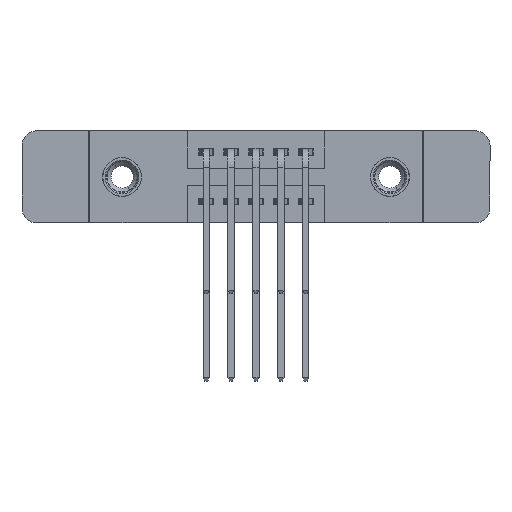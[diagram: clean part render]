
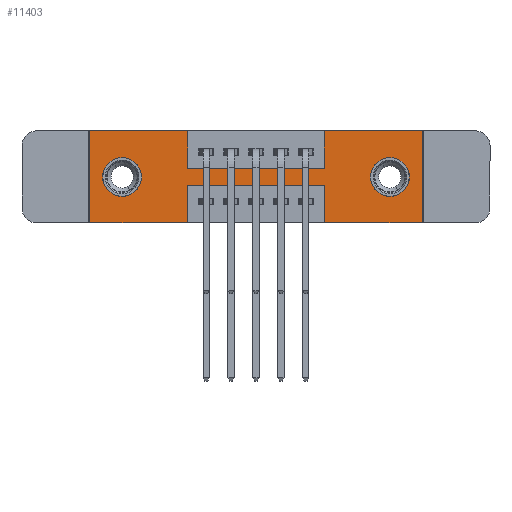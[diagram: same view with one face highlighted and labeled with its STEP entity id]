
A CAD part, front view. The second image highlights one B-rep face of the part: STEP entity #11403.
In plain terms, the highlighted planar face has unit normal (0, -1, 0).
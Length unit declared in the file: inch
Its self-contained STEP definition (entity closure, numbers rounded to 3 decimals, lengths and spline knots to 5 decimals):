
#50 = LINE ( 'NONE', #10470, #2336 ) ;
#87 = DIRECTION ( 'NONE',  ( 0., 0., 1. ) ) ;
#169 = CARTESIAN_POINT ( 'NONE',  ( 1.335, 0., 0. ) ) ;
#253 = VECTOR ( 'NONE', #5129, 39.37008 ) ;
#634 = AXIS2_PLACEMENT_3D ( 'NONE', #5752, #3292, #8312 ) ;
#668 = CARTESIAN_POINT ( 'NONE',  ( 0.9425, 0., -0.37 ) ) ;
#809 = LINE ( 'NONE', #4841, #3697 ) ;
#950 = EDGE_CURVE ( 'NONE', #10863, #952, #13891, .T. ) ;
#952 = VERTEX_POINT ( 'NONE', #6004 ) ;
#1016 = EDGE_CURVE ( 'NONE', #14998, #11851, #9536, .T. ) ;
#1060 = EDGE_CURVE ( 'NONE', #952, #5074, #2291, .T. ) ;
#1167 = VERTEX_POINT ( 'NONE', #169 ) ;
#1252 = CARTESIAN_POINT ( 'NONE',  ( 0.9425, 0., -0.37 ) ) ;
#1427 = EDGE_CURVE ( 'NONE', #11222, #12900, #8594, .T. ) ;
#1930 = ORIENTED_EDGE ( 'NONE', *, *, #4494, .F. ) ;
#2238 = CARTESIAN_POINT ( 'NONE',  ( 0., 0., -0.37 ) ) ;
#2291 = LINE ( 'NONE', #14674, #8047 ) ;
#2336 = VECTOR ( 'NONE', #4435, 39.37008 ) ;
#2466 = DIRECTION ( 'NONE',  ( -1., 0., 0. ) ) ;
#2578 = AXIS2_PLACEMENT_3D ( 'NONE', #2238, #15515, #3536 ) ;
#2704 = VECTOR ( 'NONE', #2466, 39.37008 ) ;
#2733 = CARTESIAN_POINT ( 'NONE',  ( 0., 0., -0.37 ) ) ;
#2968 = ORIENTED_EDGE ( 'NONE', *, *, #10234, .T. ) ;
#2984 = EDGE_LOOP ( 'NONE', ( #7104, #2968 ) ) ;
#3047 = CARTESIAN_POINT ( 'NONE',  ( 0.3925, 0., -0.22 ) ) ;
#3074 = LINE ( 'NONE', #15734, #2704 ) ;
#3292 = DIRECTION ( 'NONE',  ( 0., 1., 0. ) ) ;
#3536 = DIRECTION ( 'NONE',  ( 0., 0., -1. ) ) ;
#3618 = ORIENTED_EDGE ( 'NONE', *, *, #14258, .F. ) ;
#3697 = VECTOR ( 'NONE', #13287, 39.37008 ) ;
#3740 = DIRECTION ( 'NONE',  ( 0., 0., -1. ) ) ;
#4435 = DIRECTION ( 'NONE',  ( 0., 0., -1. ) ) ;
#4453 = ORIENTED_EDGE ( 'NONE', *, *, #1060, .F. ) ;
#4494 = EDGE_CURVE ( 'NONE', #15459, #7569, #11045, .T. ) ;
#4593 = CARTESIAN_POINT ( 'NONE',  ( 0.13, 0., -0.263 ) ) ;
#4677 = VERTEX_POINT ( 'NONE', #10427 ) ;
#4792 = EDGE_CURVE ( 'NONE', #4677, #9858, #3074, .T. ) ;
#4841 = CARTESIAN_POINT ( 'NONE',  ( 0.3925, 0., -0.15 ) ) ;
#4858 = CARTESIAN_POINT ( 'NONE',  ( 0.13, 0., -0.185 ) ) ;
#4879 = ORIENTED_EDGE ( 'NONE', *, *, #11141, .F. ) ;
#5074 = VERTEX_POINT ( 'NONE', #13879 ) ;
#5129 = DIRECTION ( 'NONE',  ( 1., 0., 0. ) ) ;
#5325 = LINE ( 'NONE', #12239, #8003 ) ;
#5736 = CARTESIAN_POINT ( 'NONE',  ( 0., 0., 0. ) ) ;
#5752 = CARTESIAN_POINT ( 'NONE',  ( 0.13, 0., -0.185 ) ) ;
#5802 = AXIS2_PLACEMENT_3D ( 'NONE', #8674, #12292, #7777 ) ;
#5899 = VERTEX_POINT ( 'NONE', #6413 ) ;
#6004 = CARTESIAN_POINT ( 'NONE',  ( 0.3925, 0., 0. ) ) ;
#6025 = EDGE_CURVE ( 'NONE', #9858, #10863, #5325, .T. ) ;
#6069 = CARTESIAN_POINT ( 'NONE',  ( 0.3925, 0., -0.37 ) ) ;
#6144 = VECTOR ( 'NONE', #10846, 39.37008 ) ;
#6149 = VERTEX_POINT ( 'NONE', #13838 ) ;
#6238 = ORIENTED_EDGE ( 'NONE', *, *, #4792, .F. ) ;
#6358 = VECTOR ( 'NONE', #9277, 39.37008 ) ;
#6413 = CARTESIAN_POINT ( 'NONE',  ( 0.9425, 0., -0.22 ) ) ;
#6577 = CIRCLE ( 'NONE', #10005, 0.078 ) ;
#6607 = EDGE_CURVE ( 'NONE', #11851, #14998, #14776, .T. ) ;
#6735 = ORIENTED_EDGE ( 'NONE', *, *, #6607, .T. ) ;
#7104 = ORIENTED_EDGE ( 'NONE', *, *, #1427, .T. ) ;
#7115 = FACE_BOUND ( 'NONE', #2984, .T. ) ;
#7126 = CARTESIAN_POINT ( 'NONE',  ( 0., 0., 0. ) ) ;
#7217 = CARTESIAN_POINT ( 'NONE',  ( 0.9425, 0., -0.15 ) ) ;
#7353 = DIRECTION ( 'NONE',  ( 0., 1., 0. ) ) ;
#7569 = VERTEX_POINT ( 'NONE', #1252 ) ;
#7777 = DIRECTION ( 'NONE',  ( 0., 0., -1. ) ) ;
#8003 = VECTOR ( 'NONE', #13413, 39.37008 ) ;
#8047 = VECTOR ( 'NONE', #8668, 39.37008 ) ;
#8142 = VERTEX_POINT ( 'NONE', #3047 ) ;
#8312 = DIRECTION ( 'NONE',  ( 0., 0., 1. ) ) ;
#8367 = ORIENTED_EDGE ( 'NONE', *, *, #11226, .F. ) ;
#8542 = CARTESIAN_POINT ( 'NONE',  ( 1.335, 0., -0.37 ) ) ;
#8571 = VECTOR ( 'NONE', #9128, 39.37008 ) ;
#8594 = CIRCLE ( 'NONE', #634, 0.078 ) ;
#8667 = CARTESIAN_POINT ( 'NONE',  ( 0., 0., -0.37 ) ) ;
#8668 = DIRECTION ( 'NONE',  ( 0., 0., -1. ) ) ;
#8674 = CARTESIAN_POINT ( 'NONE',  ( 1.205, 0., -0.185 ) ) ;
#8675 = ORIENTED_EDGE ( 'NONE', *, *, #6025, .F. ) ;
#9128 = DIRECTION ( 'NONE',  ( -1., 0., 0. ) ) ;
#9277 = DIRECTION ( 'NONE',  ( 0., 0., 1. ) ) ;
#9333 = VECTOR ( 'NONE', #15593, 39.37008 ) ;
#9370 = VECTOR ( 'NONE', #3740, 39.37008 ) ;
#9444 = EDGE_LOOP ( 'NONE', ( #10910, #3618, #4879, #1930, #11446, #8367, #10325, #14851, #4453, #15583, #8675, #6238 ) ) ;
#9536 = CIRCLE ( 'NONE', #14640, 0.078 ) ;
#9774 = LINE ( 'NONE', #12076, #253 ) ;
#9858 = VERTEX_POINT ( 'NONE', #2733 ) ;
#9927 = DIRECTION ( 'NONE',  ( 0., 1., 0. ) ) ;
#10005 = AXIS2_PLACEMENT_3D ( 'NONE', #4858, #7353, #87 ) ;
#10113 = LINE ( 'NONE', #12870, #6144 ) ;
#10234 = EDGE_CURVE ( 'NONE', #12900, #11222, #6577, .T. ) ;
#10325 = ORIENTED_EDGE ( 'NONE', *, *, #12840, .F. ) ;
#10427 = CARTESIAN_POINT ( 'NONE',  ( 0.3925, 0., -0.37 ) ) ;
#10470 = CARTESIAN_POINT ( 'NONE',  ( 1.335, 0., 0. ) ) ;
#10684 = LINE ( 'NONE', #668, #6358 ) ;
#10846 = DIRECTION ( 'NONE',  ( 0., 0., 1. ) ) ;
#10863 = VERTEX_POINT ( 'NONE', #5736 ) ;
#10910 = ORIENTED_EDGE ( 'NONE', *, *, #11768, .F. ) ;
#11022 = DIRECTION ( 'NONE',  ( 0., 0., -1. ) ) ;
#11045 = LINE ( 'NONE', #8667, #13315 ) ;
#11141 = EDGE_CURVE ( 'NONE', #7569, #5899, #10684, .T. ) ;
#11222 = VERTEX_POINT ( 'NONE', #12003 ) ;
#11226 = EDGE_CURVE ( 'NONE', #6149, #1167, #9774, .T. ) ;
#11327 = EDGE_CURVE ( 'NONE', #1167, #15459, #50, .T. ) ;
#11403 = ADVANCED_FACE ( 'NONE', ( #12777, #7115, #12206 ), #15568, .T. ) ;
#11446 = ORIENTED_EDGE ( 'NONE', *, *, #11327, .F. ) ;
#11643 = LINE ( 'NONE', #6069, #9370 ) ;
#11768 = EDGE_CURVE ( 'NONE', #8142, #4677, #11643, .T. ) ;
#11851 = VERTEX_POINT ( 'NONE', #12074 ) ;
#12003 = CARTESIAN_POINT ( 'NONE',  ( 0.13, 0., -0.107 ) ) ;
#12074 = CARTESIAN_POINT ( 'NONE',  ( 1.205, 0., -0.107 ) ) ;
#12076 = CARTESIAN_POINT ( 'NONE',  ( 0., 0., 0. ) ) ;
#12206 = FACE_OUTER_BOUND ( 'NONE', #9444, .T. ) ;
#12239 = CARTESIAN_POINT ( 'NONE',  ( 0., 0., 0. ) ) ;
#12292 = DIRECTION ( 'NONE',  ( 0., 1., 0. ) ) ;
#12390 = EDGE_CURVE ( 'NONE', #5074, #13899, #809, .T. ) ;
#12406 = CARTESIAN_POINT ( 'NONE',  ( 1.205, 0., -0.263 ) ) ;
#12777 = FACE_BOUND ( 'NONE', #14951, .T. ) ;
#12840 = EDGE_CURVE ( 'NONE', #13899, #6149, #10113, .T. ) ;
#12870 = CARTESIAN_POINT ( 'NONE',  ( 0.9425, 0., 0. ) ) ;
#12900 = VERTEX_POINT ( 'NONE', #4593 ) ;
#13269 = LINE ( 'NONE', #15374, #8571 ) ;
#13287 = DIRECTION ( 'NONE',  ( 1., 0., 0. ) ) ;
#13315 = VECTOR ( 'NONE', #14619, 39.37008 ) ;
#13406 = CARTESIAN_POINT ( 'NONE',  ( 1.205, 0., -0.185 ) ) ;
#13413 = DIRECTION ( 'NONE',  ( 0., 0., 1. ) ) ;
#13838 = CARTESIAN_POINT ( 'NONE',  ( 0.9425, 0., 0. ) ) ;
#13879 = CARTESIAN_POINT ( 'NONE',  ( 0.3925, 0., -0.15 ) ) ;
#13891 = LINE ( 'NONE', #7126, #9333 ) ;
#13899 = VERTEX_POINT ( 'NONE', #7217 ) ;
#14258 = EDGE_CURVE ( 'NONE', #5899, #8142, #13269, .T. ) ;
#14619 = DIRECTION ( 'NONE',  ( -1., 0., 0. ) ) ;
#14640 = AXIS2_PLACEMENT_3D ( 'NONE', #13406, #9927, #11022 ) ;
#14674 = CARTESIAN_POINT ( 'NONE',  ( 0.3925, 0., 0. ) ) ;
#14776 = CIRCLE ( 'NONE', #5802, 0.078 ) ;
#14851 = ORIENTED_EDGE ( 'NONE', *, *, #12390, .F. ) ;
#14951 = EDGE_LOOP ( 'NONE', ( #6735, #15368 ) ) ;
#14998 = VERTEX_POINT ( 'NONE', #12406 ) ;
#15368 = ORIENTED_EDGE ( 'NONE', *, *, #1016, .T. ) ;
#15374 = CARTESIAN_POINT ( 'NONE',  ( 0.3925, 0., -0.22 ) ) ;
#15459 = VERTEX_POINT ( 'NONE', #8542 ) ;
#15515 = DIRECTION ( 'NONE',  ( 0., -1., 0. ) ) ;
#15568 = PLANE ( 'NONE',  #2578 ) ;
#15583 = ORIENTED_EDGE ( 'NONE', *, *, #950, .F. ) ;
#15593 = DIRECTION ( 'NONE',  ( 1., 0., 0. ) ) ;
#15734 = CARTESIAN_POINT ( 'NONE',  ( 0., 0., -0.37 ) ) ;
